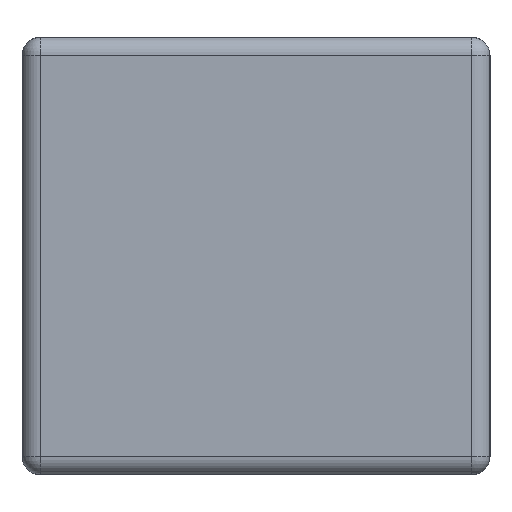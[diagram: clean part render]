
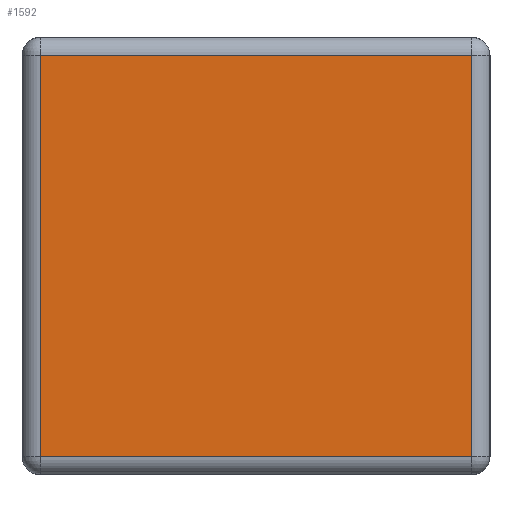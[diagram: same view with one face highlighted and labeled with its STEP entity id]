
A CAD part, left-side view. The second image highlights one B-rep face of the part: STEP entity #1592.
In plain terms, the highlighted planar face has unit normal (-1, 0, 0).
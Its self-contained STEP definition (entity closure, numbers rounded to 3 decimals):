
#463 = EDGE_CURVE ( 'NONE', #9202, #3083, #5644, .T. ) ;
#517 = VECTOR ( 'NONE', #8709, 1000. ) ;
#881 = EDGE_CURVE ( 'NONE', #5675, #4555, #1462, .T. ) ;
#1335 = FACE_OUTER_BOUND ( 'NONE', #4669, .T. ) ;
#1462 = LINE ( 'NONE', #7662, #3434 ) ;
#1522 = CARTESIAN_POINT ( 'NONE',  ( -23.5, -4.5, 18. ) ) ;
#1536 = CARTESIAN_POINT ( 'NONE',  ( -23.5, 32.5, 16.5 ) ) ;
#1592 = ADVANCED_FACE ( 'NONE', ( #1335 ), #5950, .F. ) ;
#2136 = CARTESIAN_POINT ( 'NONE',  ( -23.5, -3., -16.5 ) ) ;
#2341 = VECTOR ( 'NONE', #5214, 1000. ) ;
#2411 = CARTESIAN_POINT ( 'NONE',  ( -23.5, -3., 16.5 ) ) ;
#3002 = DIRECTION ( 'NONE',  ( 0., 0., 1. ) ) ;
#3083 = VERTEX_POINT ( 'NONE', #2411 ) ;
#3276 = CARTESIAN_POINT ( 'NONE',  ( -23.5, -3., 18. ) ) ;
#3434 = VECTOR ( 'NONE', #3987, 1000. ) ;
#3607 = EDGE_CURVE ( 'NONE', #3083, #5675, #4302, .T. ) ;
#3928 = EDGE_CURVE ( 'NONE', #4555, #9202, #6442, .T. ) ;
#3987 = DIRECTION ( 'NONE',  ( 0., 0., -1. ) ) ;
#4126 = DIRECTION ( 'NONE',  ( 0., 0., 1. ) ) ;
#4302 = LINE ( 'NONE', #6806, #2341 ) ;
#4435 = ORIENTED_EDGE ( 'NONE', *, *, #881, .T. ) ;
#4555 = VERTEX_POINT ( 'NONE', #7925 ) ;
#4669 = EDGE_LOOP ( 'NONE', ( #7597, #6261, #4435, #5450 ) ) ;
#5214 = DIRECTION ( 'NONE',  ( 0., 1., 0. ) ) ;
#5450 = ORIENTED_EDGE ( 'NONE', *, *, #3928, .T. ) ;
#5644 = LINE ( 'NONE', #3276, #9500 ) ;
#5675 = VERTEX_POINT ( 'NONE', #1536 ) ;
#5950 = PLANE ( 'NONE',  #7332 ) ;
#6261 = ORIENTED_EDGE ( 'NONE', *, *, #3607, .T. ) ;
#6442 = LINE ( 'NONE', #8681, #517 ) ;
#6806 = CARTESIAN_POINT ( 'NONE',  ( -23.5, -4.5, 16.5 ) ) ;
#7332 = AXIS2_PLACEMENT_3D ( 'NONE', #1522, #7463, #3002 ) ;
#7463 = DIRECTION ( 'NONE',  ( 1., 0., 0. ) ) ;
#7597 = ORIENTED_EDGE ( 'NONE', *, *, #463, .T. ) ;
#7662 = CARTESIAN_POINT ( 'NONE',  ( -23.5, 32.5, 18. ) ) ;
#7925 = CARTESIAN_POINT ( 'NONE',  ( -23.5, 32.5, -16.5 ) ) ;
#8681 = CARTESIAN_POINT ( 'NONE',  ( -23.5, -4.5, -16.5 ) ) ;
#8709 = DIRECTION ( 'NONE',  ( 0., -1., 0. ) ) ;
#9202 = VERTEX_POINT ( 'NONE', #2136 ) ;
#9500 = VECTOR ( 'NONE', #4126, 1000. ) ;
